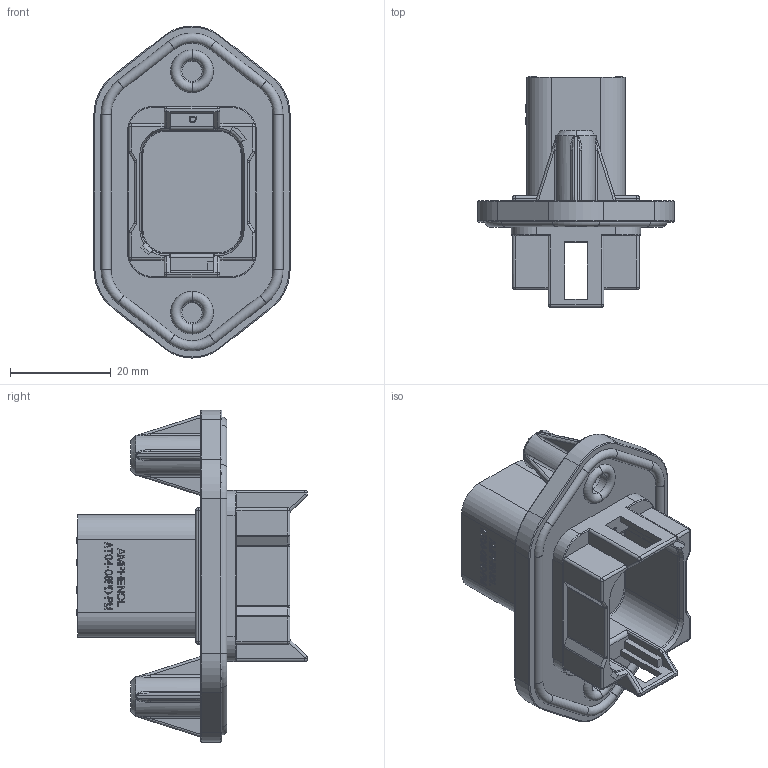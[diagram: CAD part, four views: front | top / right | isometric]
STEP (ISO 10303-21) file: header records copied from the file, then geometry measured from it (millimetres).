
FILE_DESCRIPTION((''),'2;1');
FILE_NAME('PL000308-D','2016-02-26T',('Orion.Li'),(''),'PRO/ENGINEER BY PARAMETRIC TECHNOLOGY CORPORATION, 2013230','PRO/ENGINEER BY PARAMETRIC TECHNOLOGY CORPORATION, 2013230','');
FILE_SCHEMA(('CONFIG_CONTROL_DESIGN'));
Length unit declared in the file: millimetre
Products named in the file (1): PL000308-D
Bounding box: 39 x 45.9 x 66 mm (x, y, z)
Volume: 23757.1 mm3; surface area: 11778.1 mm2
Topology: 1 solids, 1 shells, 1533 faces, 4171 edges, 2729 vertices
Faces by surface type: plane 1198, cylinder 167, bspline 73, torus 57, cone 22, sphere 16
Entity records: 51676 total; most frequent: CARTESIAN_POINT 13235, ORIENTED_EDGE 8342, DIRECTION 7339, EDGE_CURVE 4171, VECTOR 3457, LINE 3457, VERTEX_POINT 2729, AXIS2_PLACEMENT_3D 1941
